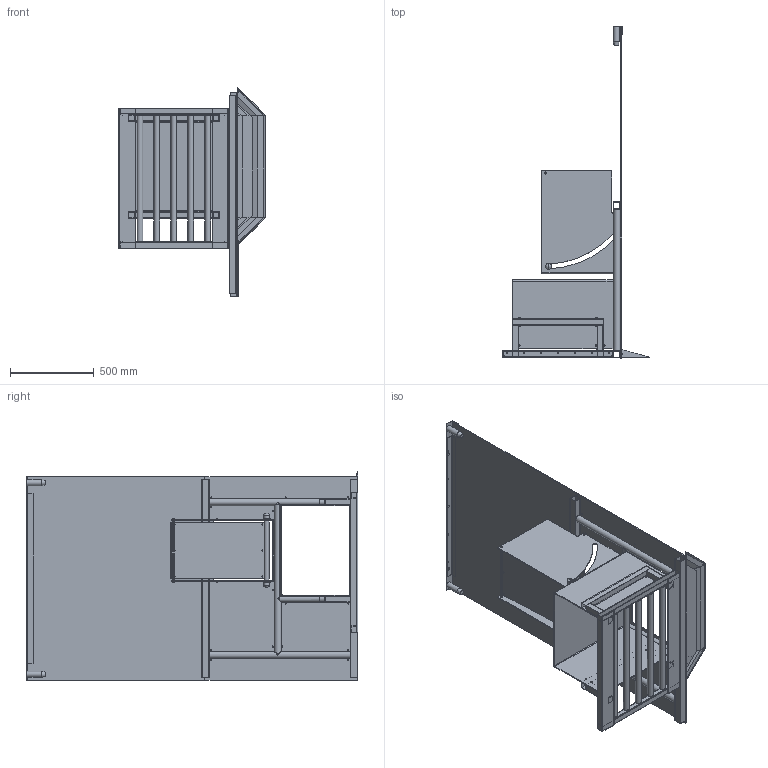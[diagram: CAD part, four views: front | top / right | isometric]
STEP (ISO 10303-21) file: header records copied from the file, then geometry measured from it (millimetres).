
FILE_DESCRIPTION(/* description */ (''),/* implementation_level */ '2;1');
FILE_NAME(/* name */ 'GE-18100_Blue.iam.stp',/* time_stamp */ '2018-01-01T11:23:31-08:00',/* author */ ('PhillipD'),/* organization */ (''),/* preprocessor_version */ 'ST-DEVELOPER v16.13',/* originating_system */ 'Autodesk Inventor 2018',/* authorisation */ '');
FILE_SCHEMA (('AUTOMOTIVE_DESIGN { 1 0 10303 214 3 1 1 }'));
Length unit declared in the file: inch
Products named in the file (33): GE-18100_Blue; GE-18009; GE-18009-01; GE-18009-02; GE-18009-03; GE-18009-04; GE-18006; GE-18006-01; GE-18006-02; GE-18006-03; GE-18006-04; GE-18008; GE-18015; GE-18015-01; GE-18015-03; GE-18015-02; GE-18010_Blue; GE-18090_2282T25; GE-18101; GE-18025; GE-18093_4880K52; GE-18092; GE-18091; GE-18027; hex bolt_ai_HBOLT 0.2500-20x0.25x0.25-N; GE-18127_Blue; GE-18127-01; GE-18127-02; GE-18127-03; GE-18127-04; GE-18127-05; GE-18127-06_Blue; GE-18127-07_Blue
Assembly tree (52 placements, depth 3):
  GE-18100_Blue
    GE-18009
      GE-18009-01  x2
      GE-18009-02  x2
      GE-18009-03
      GE-18009-04
    GE-18006
      GE-18006-01  x2
      GE-18006-02  x4
      GE-18006-03  x2
      GE-18006-04  x2
    GE-18008
    GE-18015
      GE-18015-01
      GE-18015-03
      GE-18015-02  x2
    GE-18090_2282T25  x7
    GE-18010_Blue
    GE-18101
      GE-18025
      GE-18093_4880K52  x2
      GE-18092
      GE-18091
      GE-18027
      hex bolt_ai_HBOLT 0.2500-20x0.25x0.25-N  x2
    GE-18127_Blue
      GE-18127-01
      GE-18127-02
      GE-18127-03
      GE-18127-04  x2
      GE-18127-05  x2
      GE-18127-06_Blue
      GE-18127-07_Blue  x2
Bounding box: 877.41 x 1984.67 x 1250.41 mm (x, y, z)
Volume: 36979410.1 mm3; surface area: 12324040.8 mm2
Topology: 48 solids, 48 shells, 608 faces, 1372 edges, 884 vertices
Faces by surface type: plane 388, cylinder 180, cone 32, bspline 8
Full cylindrical faces by diameter (mm): 5.105 x1, 6.35 x34, 6.747 x14, 6.756 x6, 6.858 x6, 7.937 x7, 7.938 x1, 9.525 x14, 11.43 x14, 15.875 x5, 20.93 x1, 26.67 x1, 33.985 x2, 34.925 x7, 35.052 x4, 36.512 x2, 42.164 x4
Entity records: 12542 total; most frequent: CARTESIAN_POINT 2154, DIRECTION 2004, ORIENTED_EDGE 1642, EDGE_CURVE 821, AXIS2_PLACEMENT_3D 737, EDGE_LOOP 622, VERTEX_POINT 589, LINE 530
